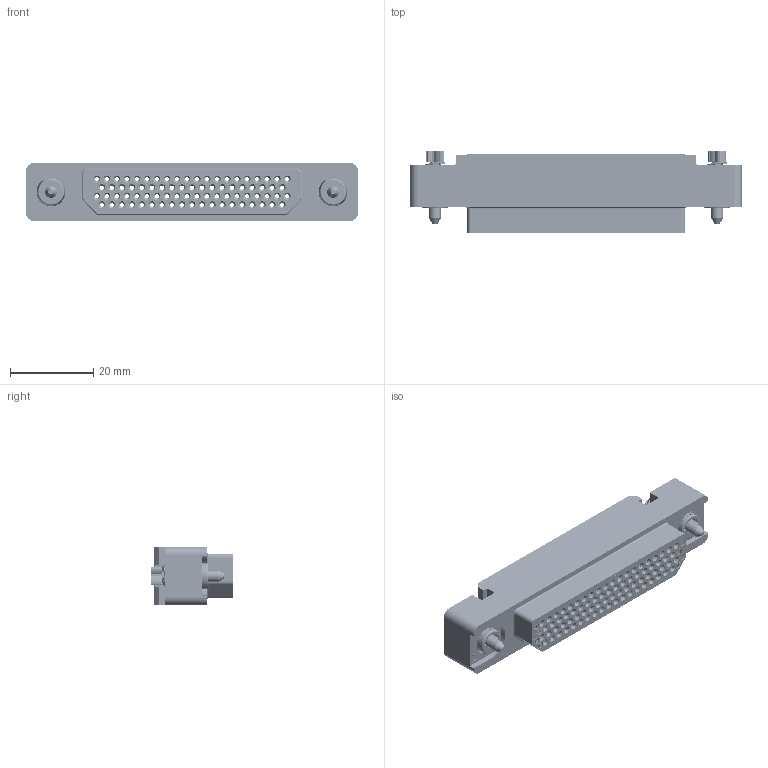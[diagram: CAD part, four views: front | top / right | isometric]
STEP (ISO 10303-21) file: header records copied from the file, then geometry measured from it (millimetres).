
FILE_DESCRIPTION((''),'2;1');
FILE_NAME('1900ND02S2A00A','2020-08-05T',('presta_be4'),(''),'CREO PARAMETRIC BY PTC INC, 2018360','CREO PARAMETRIC BY PTC INC, 2018360','');
FILE_SCHEMA(('CONFIG_CONTROL_DESIGN'));
Products named in the file (1): 1900ND02S2A00A
Bounding box: 80 x 19.91 x 14 mm (x, y, z)
Volume: 12627.9 mm3; surface area: 20242.8 mm2
Topology: 1 solids, 1 shells, 6957 faces, 18992 edges, 12374 vertices
Faces by surface type: plane 3244, cylinder 2140, cone 974, sphere 312, extrusion 251, torus 36
Entity records: 291302 total; most frequent: CARTESIAN_POINT 113721, ORIENTED_EDGE 37976, DIRECTION 36039, EDGE_CURVE 18988, AXIS2_PLACEMENT_3D 12910, VERTEX_POINT 12374, VECTOR 10219, LINE 9968
